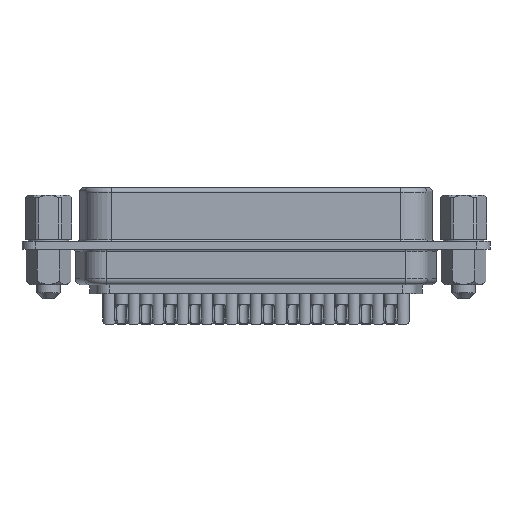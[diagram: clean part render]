
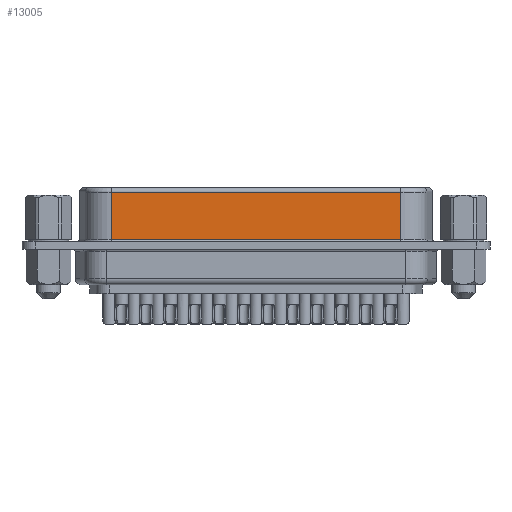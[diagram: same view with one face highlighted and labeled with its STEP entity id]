
A CAD part, front view. The second image highlights one B-rep face of the part: STEP entity #13005.
In plain terms, the highlighted planar face has unit normal (0, -1, 0).
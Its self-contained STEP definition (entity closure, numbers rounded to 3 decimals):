
#402 = EDGE_CURVE ( 'NONE', #3788, #3378, #4364, .T. ) ;
#749 = EDGE_CURVE ( 'NONE', #3788, #3951, #4794, .T. ) ;
#928 = EDGE_CURVE ( 'NONE', #3706, #3378, #5020, .T. ) ;
#1520 = EDGE_CURVE ( 'NONE', #3951, #3706, #14949, .T. ) ;
#3378 = VERTEX_POINT ( 'NONE', #13750 ) ;
#3706 = VERTEX_POINT ( 'NONE', #13981 ) ;
#3788 = VERTEX_POINT ( 'NONE', #14039 ) ;
#3802 = EDGE_LOOP ( 'NONE', ( #7418, #7419, #7420, #7421 ) ) ;
#3951 = VERTEX_POINT ( 'NONE', #14154 ) ;
#4364 = LINE ( 'NONE', #8636, #4369 ) ;
#4369 = VECTOR ( 'NONE', #8654, 1000. ) ;
#4794 = LINE ( 'NONE', #7273, #4799 ) ;
#4799 = VECTOR ( 'NONE', #7282, 1000. ) ;
#5020 = LINE ( 'NONE', #16916, #5022 ) ;
#5022 = VECTOR ( 'NONE', #16917, 1000. ) ;
#7273 = CARTESIAN_POINT ( 'NONE',  ( -16.98, -4.68, 6.05 ) ) ;
#7282 = DIRECTION ( 'NONE',  ( -1., 0., 0. ) ) ;
#7418 = ORIENTED_EDGE ( 'NONE', *, *, #1520, .T. ) ;
#7419 = ORIENTED_EDGE ( 'NONE', *, *, #928, .T. ) ;
#7420 = ORIENTED_EDGE ( 'NONE', *, *, #402, .F. ) ;
#7421 = ORIENTED_EDGE ( 'NONE', *, *, #749, .T. ) ;
#8636 = CARTESIAN_POINT ( 'NONE',  ( 16.388, -4.68, 6.55 ) ) ;
#8654 = DIRECTION ( 'NONE',  ( 0., 0., -1. ) ) ;
#9475 = AXIS2_PLACEMENT_3D ( 'NONE', #11956, #11961, #11962 ) ;
#11956 = CARTESIAN_POINT ( 'NONE',  ( -16.388, -4.68, 6.55 ) ) ;
#11959 = PLANE ( 'NONE',  #9475 ) ;
#11961 = DIRECTION ( 'NONE',  ( 0., 1., 0. ) ) ;
#11962 = DIRECTION ( 'NONE',  ( -1., 0., 0. ) ) ;
#13005 = ADVANCED_FACE ( 'NONE', ( #18445 ), #11959, .F. ) ;
#13750 = CARTESIAN_POINT ( 'NONE',  ( 16.388, -4.68, 0.7 ) ) ;
#13981 = CARTESIAN_POINT ( 'NONE',  ( -16.388, -4.68, 0.7 ) ) ;
#14039 = CARTESIAN_POINT ( 'NONE',  ( 16.388, -4.68, 6.05 ) ) ;
#14154 = CARTESIAN_POINT ( 'NONE',  ( -16.388, -4.68, 6.05 ) ) ;
#14949 = LINE ( 'NONE', #16230, #14961 ) ;
#14961 = VECTOR ( 'NONE', #16257, 1000. ) ;
#16230 = CARTESIAN_POINT ( 'NONE',  ( -16.388, -4.68, 6.55 ) ) ;
#16257 = DIRECTION ( 'NONE',  ( 0., 0., -1. ) ) ;
#16916 = CARTESIAN_POINT ( 'NONE',  ( 16.388, -4.68, 0.7 ) ) ;
#16917 = DIRECTION ( 'NONE',  ( 1., 0., 0. ) ) ;
#18445 = FACE_OUTER_BOUND ( 'NONE', #3802, .T. ) ;
